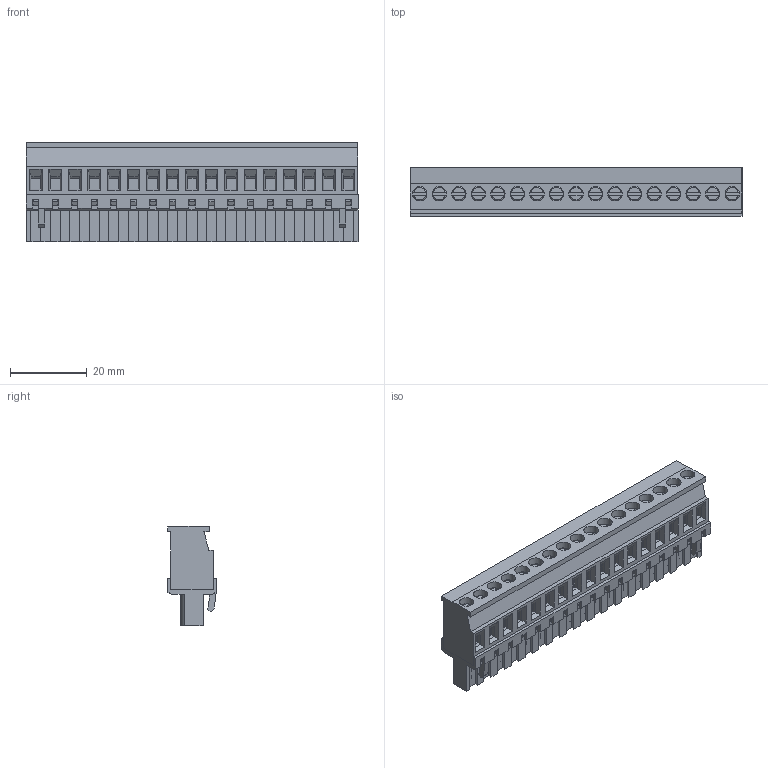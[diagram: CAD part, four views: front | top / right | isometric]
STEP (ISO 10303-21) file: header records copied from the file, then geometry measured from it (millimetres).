
FILE_DESCRIPTION( ( 'Unknown' ), '1' );
FILE_NAME( '691352510017.stp', 'Unknown', ( 'Unknown' ), ( 'Unknown' ), 'PSStep 14.0', 'Unknown', ' ' );
FILE_SCHEMA( ( 'AUTOMOTIVE_DESIGN { 1 0 10303 214 1 1 1 1 }' ) );
Length unit declared in the file: millimetre
Products named in the file (6): Assem1; 6913525100xx_CAGE; 6913525100xx; 6913525100xx_VIS; 691343510017; 691343510017_BAS
Assembly tree (53 placements, depth 2):
  Assem1
    6913525100xx_CAGE  x17
    6913525100xx  x17
    6913525100xx_VIS  x17
    691343510017
    691343510017_BAS
Bounding box: 86.36 x 12.6 x 26 mm (x, y, z)
Volume: 13294.4 mm3; surface area: 30136.2 mm2
Topology: 53 solids, 53 shells, 3473 faces, 9629 edges, 6260 vertices
Faces by surface type: plane 2681, cylinder 690, cone 51, torus 51
Full cylindrical faces by diameter (mm): 1.5 x17, 2.2 x17, 2.7 x17, 2.9 x17, 3 x17, 3.7 x17, 3.75 x17
Entity records: 73794 total; most frequent: CARTESIAN_POINT 10455, ORIENTED_EDGE 10266, DIRECTION 9240, EDGE_CURVE 5133, LINE 4840, VECTOR 4840, VERTEX_POINT 3391, AXIS2_PLACEMENT_3D 2200
